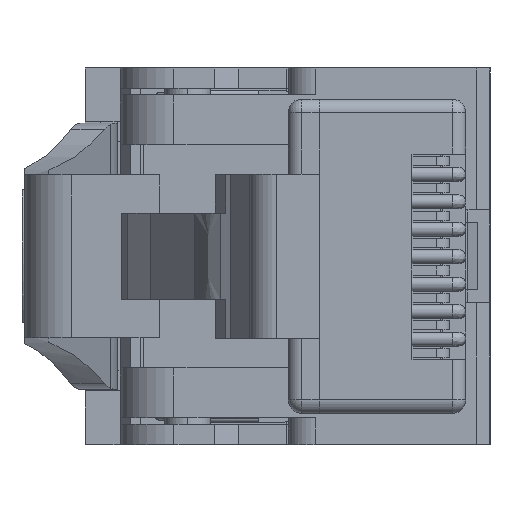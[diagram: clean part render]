
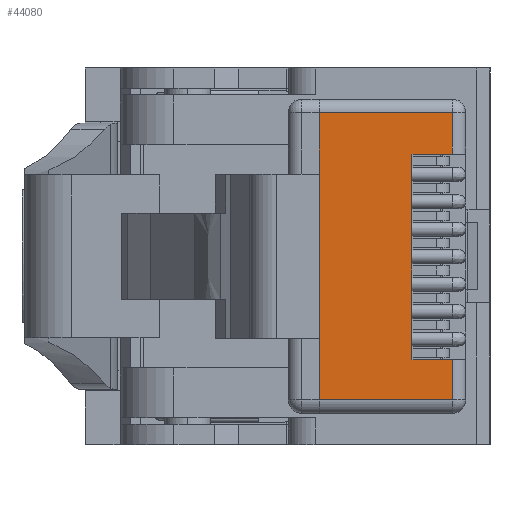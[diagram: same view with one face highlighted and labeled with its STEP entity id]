
A CAD part, left-side view. The second image highlights one B-rep face of the part: STEP entity #44080.
In plain terms, the highlighted planar face has unit normal (-1, 0, 0).
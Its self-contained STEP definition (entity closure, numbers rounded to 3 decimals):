
#13926=DIRECTION('',(0.,0.,1.));
#13927=VECTOR('',#13926,6.1);
#13928=CARTESIAN_POINT('',(0.,6.35,-3.05));
#13929=LINE('',#13928,#13927);
#13942=DIRECTION('',(0.,0.,-1.));
#13943=VECTOR('',#13942,2.29);
#13944=CARTESIAN_POINT('',(0.,6.35,5.34));
#13945=LINE('',#13944,#13943);
#13946=DIRECTION('',(0.,-1.,0.));
#13947=VECTOR('',#13946,1.5);
#13948=CARTESIAN_POINT('',(0.,2.9,3.8));
#13949=LINE('',#13948,#13947);
#13950=DIRECTION('',(0.,0.,1.));
#13951=VECTOR('',#13950,0.76);
#13952=CARTESIAN_POINT('',(0.,2.9,3.04));
#13953=LINE('',#13952,#13951);
#13968=DIRECTION('',(0.,0.,-1.));
#13969=VECTOR('',#13968,1.02);
#13970=CARTESIAN_POINT('',(0.,2.9,3.04));
#13971=LINE('',#13970,#13969);
#14019=DIRECTION('',(0.,0.,1.));
#14020=VECTOR('',#14019,1.54);
#14021=CARTESIAN_POINT('',(0.,1.4,3.8));
#14022=LINE('',#14021,#14020);
#14042=DIRECTION('',(0.,1.,0.));
#14043=VECTOR('',#14042,4.95);
#14044=CARTESIAN_POINT('',(0.,1.4,5.34));
#14045=LINE('',#14044,#14043);
#14413=DIRECTION('',(0.,0.,1.));
#14414=VECTOR('',#14413,1.5);
#14415=CARTESIAN_POINT('',(0.,1.4,-5.34));
#14416=LINE('',#14415,#14414);
#14430=DIRECTION('',(0.,1.,0.));
#14431=VECTOR('',#14430,1.5);
#14432=CARTESIAN_POINT('',(0.,1.4,-3.84));
#14433=LINE('',#14432,#14431);
#14442=DIRECTION('',(0.,0.,-1.));
#14443=VECTOR('',#14442,0.76);
#14444=CARTESIAN_POINT('',(0.,2.9,-3.08));
#14445=LINE('',#14444,#14443);
#14486=DIRECTION('',(0.,0.,-1.));
#14487=VECTOR('',#14486,1.02);
#14488=CARTESIAN_POINT('',(0.,2.9,-2.06));
#14489=LINE('',#14488,#14487);
#14517=DIRECTION('',(0.,0.,-1.));
#14518=VECTOR('',#14517,1.02);
#14519=CARTESIAN_POINT('',(0.,2.9,-1.04));
#14520=LINE('',#14519,#14518);
#14548=DIRECTION('',(0.,0.,-1.));
#14549=VECTOR('',#14548,1.02);
#14550=CARTESIAN_POINT('',(0.,2.9,-0.02));
#14551=LINE('',#14550,#14549);
#14579=DIRECTION('',(0.,0.,-1.));
#14580=VECTOR('',#14579,1.02);
#14581=CARTESIAN_POINT('',(0.,2.9,1.));
#14582=LINE('',#14581,#14580);
#14610=DIRECTION('',(0.,0.,-1.));
#14611=VECTOR('',#14610,1.02);
#14612=CARTESIAN_POINT('',(0.,2.9,2.02));
#14613=LINE('',#14612,#14611);
#15222=DIRECTION('',(0.,-1.,0.));
#15223=VECTOR('',#15222,4.95);
#15224=CARTESIAN_POINT('',(0.,6.35,-5.34));
#15225=LINE('',#15224,#15223);
#15239=DIRECTION('',(0.,0.,-1.));
#15240=VECTOR('',#15239,2.29);
#15241=CARTESIAN_POINT('',(0.,6.35,-3.05));
#15242=LINE('',#15241,#15240);
#20719=CARTESIAN_POINT('',(0.,6.35,3.05));
#20720=VERTEX_POINT('',#20719);
#20721=CARTESIAN_POINT('',(0.,6.35,5.34));
#20722=VERTEX_POINT('',#20721);
#20723=CARTESIAN_POINT('',(0.,1.4,5.34));
#20724=VERTEX_POINT('',#20723);
#20725=CARTESIAN_POINT('',(0.,1.4,3.8));
#20726=VERTEX_POINT('',#20725);
#20727=CARTESIAN_POINT('',(0.,2.9,3.8));
#20728=VERTEX_POINT('',#20727);
#20753=CARTESIAN_POINT('',(0.,2.9,3.04));
#20754=VERTEX_POINT('',#20753);
#20759=CARTESIAN_POINT('',(0.,2.9,2.02));
#20760=VERTEX_POINT('',#20759);
#20761=CARTESIAN_POINT('',(0.,2.9,1.));
#20762=VERTEX_POINT('',#20761);
#20763=CARTESIAN_POINT('',(0.,2.9,-0.02));
#20764=VERTEX_POINT('',#20763);
#20765=CARTESIAN_POINT('',(0.,2.9,-1.04));
#20766=VERTEX_POINT('',#20765);
#20767=CARTESIAN_POINT('',(0.,2.9,-2.06));
#20768=VERTEX_POINT('',#20767);
#20769=CARTESIAN_POINT('',(0.,2.9,-3.08));
#20770=VERTEX_POINT('',#20769);
#20771=CARTESIAN_POINT('',(0.,2.9,-3.84));
#20772=VERTEX_POINT('',#20771);
#20773=CARTESIAN_POINT('',(0.,1.4,-3.84));
#20774=VERTEX_POINT('',#20773);
#20775=CARTESIAN_POINT('',(0.,1.4,-5.34));
#20776=VERTEX_POINT('',#20775);
#20777=CARTESIAN_POINT('',(0.,6.35,-5.34));
#20778=VERTEX_POINT('',#20777);
#20779=CARTESIAN_POINT('',(0.,6.35,-3.05));
#20780=VERTEX_POINT('',#20779);
#44040=CARTESIAN_POINT('',(0.,3.875,0.));
#44041=DIRECTION('',(1.,0.,0.));
#44042=DIRECTION('',(0.,0.,1.));
#44043=AXIS2_PLACEMENT_3D('',#44040,#44041,#44042);
#44044=PLANE('',#44043);
#44046=ORIENTED_EDGE('',*,*,#44045,.T.);
#44048=ORIENTED_EDGE('',*,*,#44047,.T.);
#44050=ORIENTED_EDGE('',*,*,#44049,.T.);
#44052=ORIENTED_EDGE('',*,*,#44051,.T.);
#44054=ORIENTED_EDGE('',*,*,#44053,.T.);
#44056=ORIENTED_EDGE('',*,*,#44055,.T.);
#44058=ORIENTED_EDGE('',*,*,#44057,.T.);
#44060=ORIENTED_EDGE('',*,*,#44059,.F.);
#44062=ORIENTED_EDGE('',*,*,#44061,.F.);
#44064=ORIENTED_EDGE('',*,*,#44063,.F.);
#44066=ORIENTED_EDGE('',*,*,#44065,.F.);
#44067=ORIENTED_EDGE('',*,*,#44032,.T.);
#44069=ORIENTED_EDGE('',*,*,#44068,.F.);
#44071=ORIENTED_EDGE('',*,*,#44070,.F.);
#44073=ORIENTED_EDGE('',*,*,#44072,.F.);
#44075=ORIENTED_EDGE('',*,*,#44074,.F.);
#44077=ORIENTED_EDGE('',*,*,#44076,.F.);
#44078=EDGE_LOOP('',(#44046,#44048,#44050,#44052,#44054,#44056,#44058,#44060,
#44062,#44064,#44066,#44067,#44069,#44071,#44073,#44075,#44077));
#44079=FACE_OUTER_BOUND('',#44078,.F.);
#44080=ADVANCED_FACE('',(#44079),#44044,.F.);
#44032=EDGE_CURVE('',#20780,#20720,#13929,.T.);
#44045=EDGE_CURVE('',#20754,#20760,#13971,.T.);
#44047=EDGE_CURVE('',#20760,#20762,#14613,.T.);
#44049=EDGE_CURVE('',#20762,#20764,#14582,.T.);
#44051=EDGE_CURVE('',#20764,#20766,#14551,.T.);
#44053=EDGE_CURVE('',#20766,#20768,#14520,.T.);
#44055=EDGE_CURVE('',#20768,#20770,#14489,.T.);
#44057=EDGE_CURVE('',#20770,#20772,#14445,.T.);
#44059=EDGE_CURVE('',#20774,#20772,#14433,.T.);
#44061=EDGE_CURVE('',#20776,#20774,#14416,.T.);
#44063=EDGE_CURVE('',#20778,#20776,#15225,.T.);
#44065=EDGE_CURVE('',#20780,#20778,#15242,.T.);
#44068=EDGE_CURVE('',#20722,#20720,#13945,.T.);
#44070=EDGE_CURVE('',#20724,#20722,#14045,.T.);
#44072=EDGE_CURVE('',#20726,#20724,#14022,.T.);
#44074=EDGE_CURVE('',#20728,#20726,#13949,.T.);
#44076=EDGE_CURVE('',#20754,#20728,#13953,.T.);
